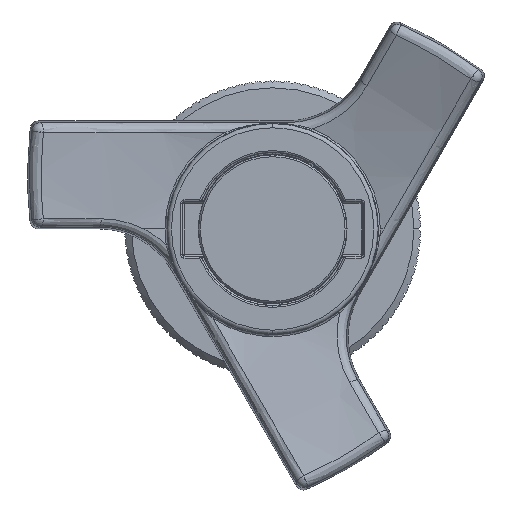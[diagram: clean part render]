
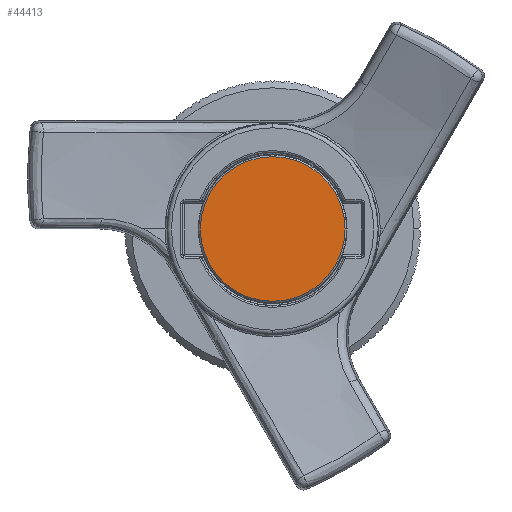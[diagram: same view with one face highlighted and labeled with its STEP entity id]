
A CAD part, left-side view. The second image highlights one B-rep face of the part: STEP entity #44413.
In plain terms, the highlighted planar face has unit normal (-1, 0, 0).
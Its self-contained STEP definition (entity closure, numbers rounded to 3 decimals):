
#1052 = ORIENTED_EDGE ( 'NONE', *, *, #49043, .T. ) ;
#1053 = ORIENTED_EDGE ( 'NONE', *, *, #37492, .T. ) ;
#3162 = AXIS2_PLACEMENT_3D ( 'NONE', #14656, #14657, #14658 ) ;
#4165 = EDGE_LOOP ( 'NONE', ( #1052, #1053 ) ) ;
#6051 = VERTEX_POINT ( 'NONE', #12088 ) ;
#6055 = VERTEX_POINT ( 'NONE', #12092 ) ;
#10217 = CIRCLE ( 'NONE', #3162, 8.555 ) ;
#12088 = CARTESIAN_POINT ( 'NONE',  ( -31.352, -0.13, -8.555 ) ) ;
#12092 = CARTESIAN_POINT ( 'NONE',  ( -31.352, -0.13, 8.555 ) ) ;
#14656 = CARTESIAN_POINT ( 'NONE',  ( -31.352, -0.13, 0. ) ) ;
#14657 = DIRECTION ( 'NONE',  ( -1., 0., 0. ) ) ;
#14658 = DIRECTION ( 'NONE',  ( 0., 0., 1. ) ) ;
#24979 = FACE_OUTER_BOUND ( 'NONE', #4165, .T. ) ;
#37492 = EDGE_CURVE ( 'NONE', #6055, #6051, #10217, .T. ) ;
#39632 = AXIS2_PLACEMENT_3D ( 'NONE', #44020, #44027, #44029 ) ;
#39783 = AXIS2_PLACEMENT_3D ( 'NONE', #47592, #47593, #47594 ) ;
#44020 = CARTESIAN_POINT ( 'NONE',  ( -31.352, -0.13, 0. ) ) ;
#44024 = PLANE ( 'NONE',  #39632 ) ;
#44027 = DIRECTION ( 'NONE',  ( -1., 0., 0. ) ) ;
#44029 = DIRECTION ( 'NONE',  ( 0., 0., 1. ) ) ;
#44413 = ADVANCED_FACE ( 'NONE', ( #24979 ), #44024, .T. ) ;
#45765 = CIRCLE ( 'NONE', #39783, 8.555 ) ;
#47592 = CARTESIAN_POINT ( 'NONE',  ( -31.352, -0.13, 0. ) ) ;
#47593 = DIRECTION ( 'NONE',  ( -1., 0., 0. ) ) ;
#47594 = DIRECTION ( 'NONE',  ( 0., 0., 1. ) ) ;
#49043 = EDGE_CURVE ( 'NONE', #6051, #6055, #45765, .T. ) ;
